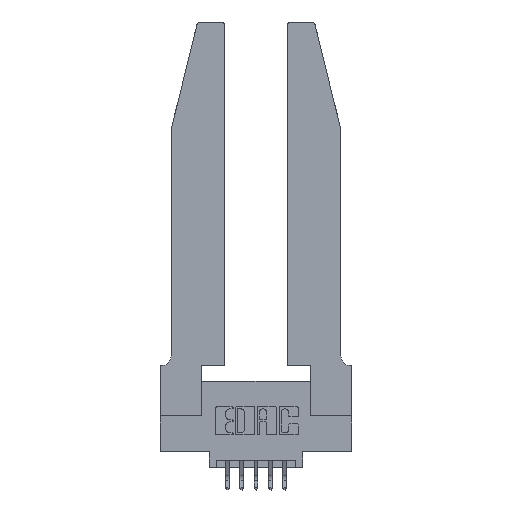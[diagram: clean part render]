
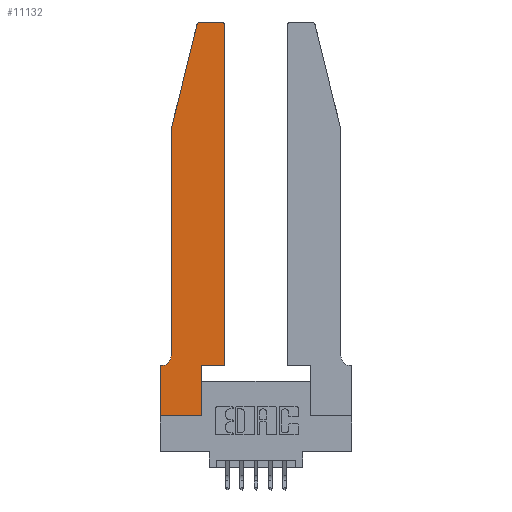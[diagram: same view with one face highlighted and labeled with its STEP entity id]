
A CAD part, top view. The second image highlights one B-rep face of the part: STEP entity #11132.
In plain terms, the highlighted planar face has unit normal (0, 0, 1).
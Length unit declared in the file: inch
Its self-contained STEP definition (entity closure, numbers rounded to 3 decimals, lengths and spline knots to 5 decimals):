
#167 = ORIENTED_EDGE ( 'NONE', *, *, #11100, .T. ) ;
#359 = VECTOR ( 'NONE', #12213, 39.37008 ) ;
#708 = CARTESIAN_POINT ( 'NONE',  ( 0., 0.35, 0.37 ) ) ;
#827 = LINE ( 'NONE', #2306, #4250 ) ;
#946 = EDGE_CURVE ( 'NONE', #11846, #12546, #827, .T. ) ;
#1145 = LINE ( 'NONE', #3167, #9301 ) ;
#1367 = EDGE_CURVE ( 'NONE', #8931, #2025, #13295, .T. ) ;
#1386 = DIRECTION ( 'NONE',  ( -1., 0., 0. ) ) ;
#1414 = VECTOR ( 'NONE', #13570, 39.37008 ) ;
#1475 = CARTESIAN_POINT ( 'NONE',  ( 0.4505, 0.35, 0.37 ) ) ;
#1482 = LINE ( 'NONE', #1475, #7439 ) ;
#1710 = VECTOR ( 'NONE', #6350, 39.37008 ) ;
#1735 = AXIS2_PLACEMENT_3D ( 'NONE', #2797, #10361, #3903 ) ;
#1851 = ORIENTED_EDGE ( 'NONE', *, *, #8794, .T. ) ;
#1862 = VECTOR ( 'NONE', #1386, 39.37008 ) ;
#2025 = VERTEX_POINT ( 'NONE', #5490 ) ;
#2108 = DIRECTION ( 'NONE',  ( 0., -1., 0. ) ) ;
#2306 = CARTESIAN_POINT ( 'NONE',  ( 0.0755, 2., 0.37 ) ) ;
#2329 = CARTESIAN_POINT ( 'NONE',  ( 0.284, 2.75, 0.37 ) ) ;
#2337 = ORIENTED_EDGE ( 'NONE', *, *, #5056, .T. ) ;
#2509 = EDGE_LOOP ( 'NONE', ( #1851, #5201, #167, #6985, #4727, #2337, #11902, #13348, #3790, #10190, #3276, #3626 ) ) ;
#2529 = EDGE_CURVE ( 'NONE', #7252, #13502, #1145, .T. ) ;
#2797 = CARTESIAN_POINT ( 'NONE',  ( 0.284, 2.72, 0.37 ) ) ;
#3082 = PLANE ( 'NONE',  #9624 ) ;
#3167 = CARTESIAN_POINT ( 'NONE',  ( 0., 0., 0.37 ) ) ;
#3276 = ORIENTED_EDGE ( 'NONE', *, *, #3608, .T. ) ;
#3519 = CARTESIAN_POINT ( 'NONE',  ( 0.4205, 2.72, 0.37 ) ) ;
#3608 = EDGE_CURVE ( 'NONE', #4633, #8931, #11964, .T. ) ;
#3626 = ORIENTED_EDGE ( 'NONE', *, *, #1367, .T. ) ;
#3790 = ORIENTED_EDGE ( 'NONE', *, *, #4136, .T. ) ;
#3903 = DIRECTION ( 'NONE',  ( 1., 0., 0. ) ) ;
#4038 = CARTESIAN_POINT ( 'NONE',  ( 0.4505, 0.35, 0.37 ) ) ;
#4086 = VERTEX_POINT ( 'NONE', #12686 ) ;
#4136 = EDGE_CURVE ( 'NONE', #4086, #13213, #8614, .T. ) ;
#4185 = DIRECTION ( 'NONE',  ( 1., 0., 0. ) ) ;
#4250 = VECTOR ( 'NONE', #2108, 39.37008 ) ;
#4359 = CARTESIAN_POINT ( 'NONE',  ( 0.2865, 0.35, 0.37 ) ) ;
#4362 = VECTOR ( 'NONE', #6681, 39.37008 ) ;
#4633 = VERTEX_POINT ( 'NONE', #4038 ) ;
#4727 = ORIENTED_EDGE ( 'NONE', *, *, #13999, .T. ) ;
#4827 = EDGE_CURVE ( 'NONE', #13502, #4086, #10414, .T. ) ;
#5032 = CARTESIAN_POINT ( 'NONE',  ( 0.25487, 2.72718, 0.37 ) ) ;
#5056 = EDGE_CURVE ( 'NONE', #6765, #7252, #13556, .T. ) ;
#5201 = ORIENTED_EDGE ( 'NONE', *, *, #13240, .T. ) ;
#5207 = CARTESIAN_POINT ( 'NONE',  ( 0.2605, 2.75, 0.37 ) ) ;
#5433 = DIRECTION ( 'NONE',  ( 0., 0., -1. ) ) ;
#5490 = CARTESIAN_POINT ( 'NONE',  ( 0.4205, 2.75, 0.37 ) ) ;
#5558 = CARTESIAN_POINT ( 'NONE',  ( 0., 0., 0.37 ) ) ;
#6350 = DIRECTION ( 'NONE',  ( -0.239, -0.971, 0. ) ) ;
#6464 = AXIS2_PLACEMENT_3D ( 'NONE', #11737, #5433, #12746 ) ;
#6631 = CARTESIAN_POINT ( 'NONE',  ( 0.4505, 2.72, 0.37 ) ) ;
#6681 = DIRECTION ( 'NONE',  ( 1., 0., 0. ) ) ;
#6765 = VERTEX_POINT ( 'NONE', #11090 ) ;
#6985 = ORIENTED_EDGE ( 'NONE', *, *, #946, .T. ) ;
#7252 = VERTEX_POINT ( 'NONE', #13611 ) ;
#7384 = CARTESIAN_POINT ( 'NONE',  ( 0.0755, 2., 0.37 ) ) ;
#7439 = VECTOR ( 'NONE', #9203, 39.37008 ) ;
#7738 = CIRCLE ( 'NONE', #6464, 0.07 ) ;
#8080 = DIRECTION ( 'NONE',  ( 0., -1., 0. ) ) ;
#8614 = LINE ( 'NONE', #4359, #14000 ) ;
#8765 = CARTESIAN_POINT ( 'NONE',  ( 0., 0., 0.37 ) ) ;
#8794 = EDGE_CURVE ( 'NONE', #2025, #9020, #10168, .T. ) ;
#8931 = VERTEX_POINT ( 'NONE', #6631 ) ;
#9020 = VERTEX_POINT ( 'NONE', #2329 ) ;
#9203 = DIRECTION ( 'NONE',  ( 1., 0., 0. ) ) ;
#9301 = VECTOR ( 'NONE', #8080, 39.37008 ) ;
#9624 = AXIS2_PLACEMENT_3D ( 'NONE', #708, #10615, #4185 ) ;
#10167 = CARTESIAN_POINT ( 'NONE',  ( 0.0755, 0.35, 0.37 ) ) ;
#10168 = LINE ( 'NONE', #5207, #1414 ) ;
#10190 = ORIENTED_EDGE ( 'NONE', *, *, #12619, .T. ) ;
#10361 = DIRECTION ( 'NONE',  ( 0., 0., 1. ) ) ;
#10414 = LINE ( 'NONE', #8765, #4362 ) ;
#10615 = DIRECTION ( 'NONE',  ( 0., 0., 1. ) ) ;
#11090 = CARTESIAN_POINT ( 'NONE',  ( 0.0055, 0.35, 0.37 ) ) ;
#11100 = EDGE_CURVE ( 'NONE', #12677, #11846, #13098, .T. ) ;
#11132 = ADVANCED_FACE ( 'NONE', ( #12451 ), #3082, .T. ) ;
#11305 = CIRCLE ( 'NONE', #1735, 0.03 ) ;
#11737 = CARTESIAN_POINT ( 'NONE',  ( 0.0055, 0.42, 0.37 ) ) ;
#11766 = DIRECTION ( 'NONE',  ( 0., 1., 0. ) ) ;
#11819 = AXIS2_PLACEMENT_3D ( 'NONE', #3519, #13595, #13489 ) ;
#11846 = VERTEX_POINT ( 'NONE', #13766 ) ;
#11902 = ORIENTED_EDGE ( 'NONE', *, *, #2529, .T. ) ;
#11964 = LINE ( 'NONE', #12203, #359 ) ;
#12203 = CARTESIAN_POINT ( 'NONE',  ( 0.4505, 0.35, 0.37 ) ) ;
#12213 = DIRECTION ( 'NONE',  ( 0., 1., 0. ) ) ;
#12451 = FACE_OUTER_BOUND ( 'NONE', #2509, .T. ) ;
#12546 = VERTEX_POINT ( 'NONE', #12970 ) ;
#12619 = EDGE_CURVE ( 'NONE', #13213, #4633, #1482, .T. ) ;
#12677 = VERTEX_POINT ( 'NONE', #5032 ) ;
#12686 = CARTESIAN_POINT ( 'NONE',  ( 0.2865, 0., 0.37 ) ) ;
#12746 = DIRECTION ( 'NONE',  ( -1., 0., 0. ) ) ;
#12970 = CARTESIAN_POINT ( 'NONE',  ( 0.0755, 0.42, 0.37 ) ) ;
#13098 = LINE ( 'NONE', #7384, #1710 ) ;
#13213 = VERTEX_POINT ( 'NONE', #13314 ) ;
#13240 = EDGE_CURVE ( 'NONE', #9020, #12677, #11305, .T. ) ;
#13295 = CIRCLE ( 'NONE', #11819, 0.03 ) ;
#13314 = CARTESIAN_POINT ( 'NONE',  ( 0.2865, 0.35, 0.37 ) ) ;
#13348 = ORIENTED_EDGE ( 'NONE', *, *, #4827, .T. ) ;
#13489 = DIRECTION ( 'NONE',  ( 1., 0., 0. ) ) ;
#13502 = VERTEX_POINT ( 'NONE', #5558 ) ;
#13556 = LINE ( 'NONE', #10167, #1862 ) ;
#13570 = DIRECTION ( 'NONE',  ( -1., 0., 0. ) ) ;
#13595 = DIRECTION ( 'NONE',  ( 0., 0., 1. ) ) ;
#13611 = CARTESIAN_POINT ( 'NONE',  ( 0., 0.35, 0.37 ) ) ;
#13766 = CARTESIAN_POINT ( 'NONE',  ( 0.0755, 2., 0.37 ) ) ;
#13999 = EDGE_CURVE ( 'NONE', #12546, #6765, #7738, .T. ) ;
#14000 = VECTOR ( 'NONE', #11766, 39.37008 ) ;
